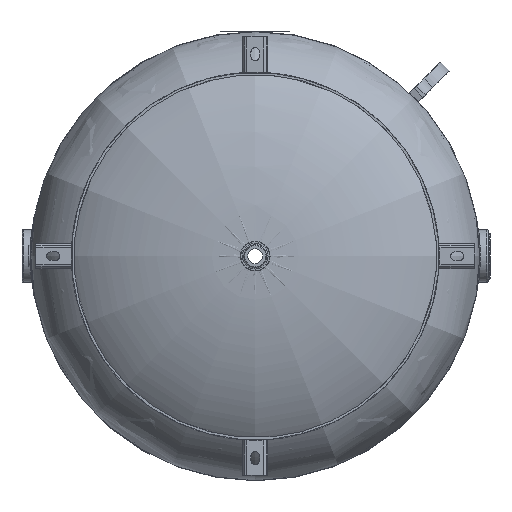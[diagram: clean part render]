
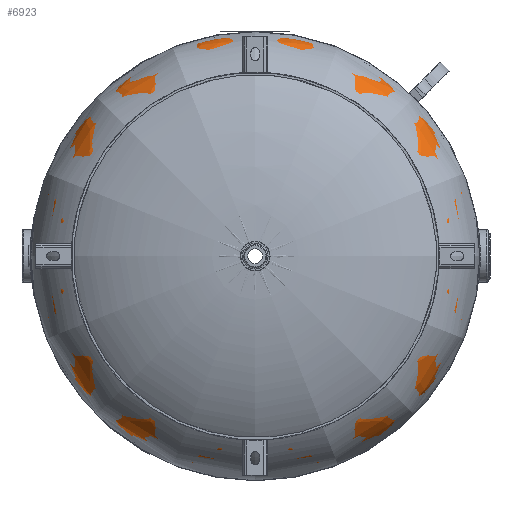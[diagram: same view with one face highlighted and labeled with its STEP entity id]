
A CAD part, front view. The second image highlights one B-rep face of the part: STEP entity #6923.
In plain terms, the highlighted free-form (B-spline) face has degree [2, 2] with [3, 9] control points.
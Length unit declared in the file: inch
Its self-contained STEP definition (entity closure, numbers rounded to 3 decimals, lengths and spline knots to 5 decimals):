
#72=ELLIPSE('',#7628,17.819,8.819);
#75=(
BOUNDED_SURFACE()
B_SPLINE_SURFACE(2,2,((#11370,#11371,#11372,#11373,#11374,#11375,#11376,
#11377,#11378),(#11379,#11380,#11381,#11382,#11383,#11384,#11385,#11386,
#11387),(#11388,#11389,#11390,#11391,#11392,#11393,#11394,#11395,#11396)),
 .UNSPECIFIED.,.F.,.T.,.F.)
B_SPLINE_SURFACE_WITH_KNOTS((3,3),(3,2,2,2,3),(0.,1.5708),(0.,
1.5708,3.14159,4.71239,6.28319),
 .UNSPECIFIED.)
GEOMETRIC_REPRESENTATION_ITEM()
RATIONAL_B_SPLINE_SURFACE(((1.,0.707,1.,0.707,1.,
0.707,1.,0.707,1.),(0.707,0.5,0.707,
0.5,0.707,0.5,0.707,0.5,0.707),(1.,
0.707,1.,0.707,1.,0.707,1.,0.707,
1.)))
REPRESENTATION_ITEM('')
SURFACE()
);
#428=CIRCLE('',#7629,17.819);
#429=CIRCLE('',#7630,17.819);
#919=FACE_OUTER_BOUND('',#1305,.T.);
#1305=EDGE_LOOP('',(#4914,#4915,#4916,#4917,#4918));
#2893=B_SPLINE_CURVE_WITH_KNOTS('',3,(#10913,#10914,#10915,#10916,#10917,
#10918,#10919,#10920,#10921,#10922,#10923,#10924,#10925,#10926,#10927,#10928,
#10929,#10930,#10931,#10932,#10933,#10934,#10935,#10936,#10937,#10938,#10939,
#10940,#10941,#10942,#10943,#10944,#10945,#10946,#10947,#10948,#10949,#10950,
#10951),.UNSPECIFIED.,.T.,.F.,(4,2,2,2,2,2,2,2,2,2,2,2,2,2,2,2,3,2,4),(-13.60156,
-13.48822,-12.58901,-11.68979,-10.79058,
-9.89136,-8.99215,-8.09293,-7.19372,
-6.2945,-5.39529,-4.49607,-3.59686,
-2.69764,-1.79843,-0.89921,0.,0.50913,
0.90491),.UNSPECIFIED.);
#3075=VERTEX_POINT('',#10912);
#3091=VERTEX_POINT('',#11397);
#3092=VERTEX_POINT('',#11399);
#3792=EDGE_CURVE('',#3075,#3075,#2893,.T.);
#3814=EDGE_CURVE('',#3075,#3091,#72,.T.);
#3815=EDGE_CURVE('',#3092,#3091,#428,.T.);
#3816=EDGE_CURVE('',#3091,#3092,#429,.T.);
#4914=ORIENTED_EDGE('',*,*,#3792,.T.);
#4915=ORIENTED_EDGE('',*,*,#3814,.T.);
#4916=ORIENTED_EDGE('',*,*,#3815,.F.);
#4917=ORIENTED_EDGE('',*,*,#3816,.F.);
#4918=ORIENTED_EDGE('',*,*,#3814,.F.);
#6923=ADVANCED_FACE('',(#919),#75,.T.);
#7628=AXIS2_PLACEMENT_3D('',#11398,#8325,#8326);
#7629=AXIS2_PLACEMENT_3D('',#11400,#8327,#8328);
#7630=AXIS2_PLACEMENT_3D('',#11401,#8329,#8330);
#8325=DIRECTION('center_axis',(0.,0.,
1.));
#8326=DIRECTION('ref_axis',(-1.,0.,0.));
#8327=DIRECTION('center_axis',(0.,1.,0.));
#8328=DIRECTION('ref_axis',(-1.,0.,0.));
#8329=DIRECTION('center_axis',(0.,1.,0.));
#8330=DIRECTION('ref_axis',(-1.,0.,0.));
#10912=CARTESIAN_POINT('',(-0.90625,11.24509,0.));
#10913=CARTESIAN_POINT('Ctrl Pts',(-0.90625,11.24509,0.));
#10914=CARTESIAN_POINT('Ctrl Pts',(-0.90625,11.24509,0.01486));
#10915=CARTESIAN_POINT('Ctrl Pts',(-0.90588,11.24509,
0.02972));
#10916=CARTESIAN_POINT('Ctrl Pts',(-0.89935,11.24509,0.16244));
#10917=CARTESIAN_POINT('Ctrl Pts',(-0.87058,11.24509,0.27805));
#10918=CARTESIAN_POINT('Ctrl Pts',(-0.77034,11.24509,
0.49172));
#10919=CARTESIAN_POINT('Ctrl Pts',(-0.69984,11.24509,
0.58775));
#10920=CARTESIAN_POINT('Ctrl Pts',(-0.52598,11.24509,
0.74737));
#10921=CARTESIAN_POINT('Ctrl Pts',(-0.4243,11.24509,
0.80943));
#10922=CARTESIAN_POINT('Ctrl Pts',(-0.20287,11.24509,
0.8911));
#10923=CARTESIAN_POINT('Ctrl Pts',(-0.08523,11.24509,
0.90992));
#10924=CARTESIAN_POINT('Ctrl Pts',(0.15063,11.24509,0.9014));
#10925=CARTESIAN_POINT('Ctrl Pts',(0.2666,11.24509,0.87415));
#10926=CARTESIAN_POINT('Ctrl Pts',(0.48157,11.24509,0.77673));
#10927=CARTESIAN_POINT('Ctrl Pts',(0.57851,11.24509,0.70749));
#10928=CARTESIAN_POINT('Ctrl Pts',(0.7404,11.24509,0.53575));
#10929=CARTESIAN_POINT('Ctrl Pts',(0.8038,11.24509,0.43489));
#10930=CARTESIAN_POINT('Ctrl Pts',(0.88836,11.24509,0.21454));
#10931=CARTESIAN_POINT('Ctrl Pts',(0.90872,11.24509,0.09717));
#10932=CARTESIAN_POINT('Ctrl Pts',(0.9033,11.24509,-0.13879));
#10933=CARTESIAN_POINT('Ctrl Pts',(0.87757,11.24509,-0.25511));
#10934=CARTESIAN_POINT('Ctrl Pts',(0.78298,11.24509,-0.47133));
#10935=CARTESIAN_POINT('Ctrl Pts',(0.71502,11.24509,-0.56918));
#10936=CARTESIAN_POINT('Ctrl Pts',(0.54542,11.24509,-0.7333));
#10937=CARTESIAN_POINT('Ctrl Pts',(0.4454,11.24509,-0.79802));
#10938=CARTESIAN_POINT('Ctrl Pts',(0.22618,11.24509,-0.88547));
#10939=CARTESIAN_POINT('Ctrl Pts',(0.10908,11.24509,-0.90737));
#10940=CARTESIAN_POINT('Ctrl Pts',(-0.12692,11.24509,
-0.90504));
#10941=CARTESIAN_POINT('Ctrl Pts',(-0.24357,11.24509,-0.88085));
#10942=CARTESIAN_POINT('Ctrl Pts',(-0.46102,11.24509,
-0.7891));
#10943=CARTESIAN_POINT('Ctrl Pts',(-0.55974,11.24509,
-0.72243));
#10944=CARTESIAN_POINT('Ctrl Pts',(-0.72608,11.24509,
-0.55499));
#10945=CARTESIAN_POINT('Ctrl Pts',(-0.79211,11.24509,
-0.45583));
#10946=CARTESIAN_POINT('Ctrl Pts',(-0.83727,11.24509,
-0.34681));
#10947=CARTESIAN_POINT('Ctrl Pts',(-0.86283,11.24509,
-0.28508));
#10948=CARTESIAN_POINT('Ctrl Pts',(-0.8815,11.24509,-0.22071));
#10949=CARTESIAN_POINT('Ctrl Pts',(-0.90179,11.24509,
-0.1037));
#10950=CARTESIAN_POINT('Ctrl Pts',(-0.90625,11.24509,-0.05189));
#10951=CARTESIAN_POINT('Ctrl Pts',(-0.90625,11.24509,0.));
#11370=CARTESIAN_POINT('Ctrl Pts',(-17.819,2.4375,0.));
#11371=CARTESIAN_POINT('Ctrl Pts',(-17.819,2.4375,17.819));
#11372=CARTESIAN_POINT('Ctrl Pts',(0.,2.4375,17.819));
#11373=CARTESIAN_POINT('Ctrl Pts',(17.819,2.4375,17.819));
#11374=CARTESIAN_POINT('Ctrl Pts',(17.819,2.4375,0.));
#11375=CARTESIAN_POINT('Ctrl Pts',(17.819,2.4375,-17.819));
#11376=CARTESIAN_POINT('Ctrl Pts',(0.,2.4375,-17.819));
#11377=CARTESIAN_POINT('Ctrl Pts',(-17.819,2.4375,-17.819));
#11378=CARTESIAN_POINT('Ctrl Pts',(-17.819,2.4375,0.));
#11379=CARTESIAN_POINT('Ctrl Pts',(-17.819,11.2565,0.));
#11380=CARTESIAN_POINT('Ctrl Pts',(-17.819,11.2565,17.819));
#11381=CARTESIAN_POINT('Ctrl Pts',(0.,11.2565,17.819));
#11382=CARTESIAN_POINT('Ctrl Pts',(17.819,11.2565,17.819));
#11383=CARTESIAN_POINT('Ctrl Pts',(17.819,11.2565,0.));
#11384=CARTESIAN_POINT('Ctrl Pts',(17.819,11.2565,-17.819));
#11385=CARTESIAN_POINT('Ctrl Pts',(0.,11.2565,-17.819));
#11386=CARTESIAN_POINT('Ctrl Pts',(-17.819,11.2565,-17.819));
#11387=CARTESIAN_POINT('Ctrl Pts',(-17.819,11.2565,0.));
#11388=CARTESIAN_POINT('Ctrl Pts',(0.,11.2565,0.));
#11389=CARTESIAN_POINT('Ctrl Pts',(0.,11.2565,0.));
#11390=CARTESIAN_POINT('Ctrl Pts',(0.,11.2565,0.));
#11391=CARTESIAN_POINT('Ctrl Pts',(0.,11.2565,0.));
#11392=CARTESIAN_POINT('Ctrl Pts',(0.,11.2565,0.));
#11393=CARTESIAN_POINT('Ctrl Pts',(0.,11.2565,0.));
#11394=CARTESIAN_POINT('Ctrl Pts',(0.,11.2565,0.));
#11395=CARTESIAN_POINT('Ctrl Pts',(0.,11.2565,0.));
#11396=CARTESIAN_POINT('Ctrl Pts',(0.,11.2565,0.));
#11397=CARTESIAN_POINT('',(-17.819,2.4375,0.));
#11398=CARTESIAN_POINT('Origin',(0.,2.4375,0.));
#11399=CARTESIAN_POINT('',(17.819,2.4375,0.));
#11400=CARTESIAN_POINT('Origin',(0.,2.4375,0.));
#11401=CARTESIAN_POINT('Origin',(0.,2.4375,0.));
